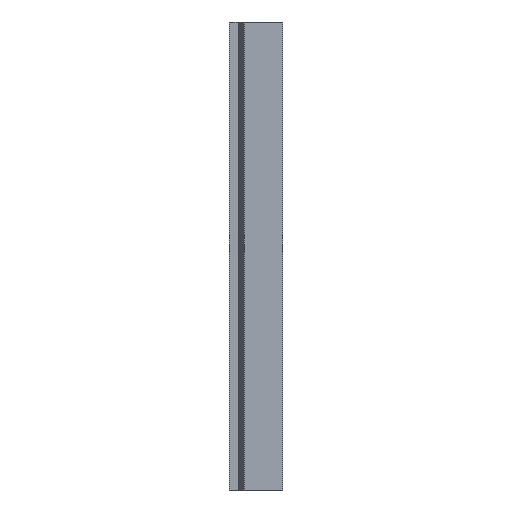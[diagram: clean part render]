
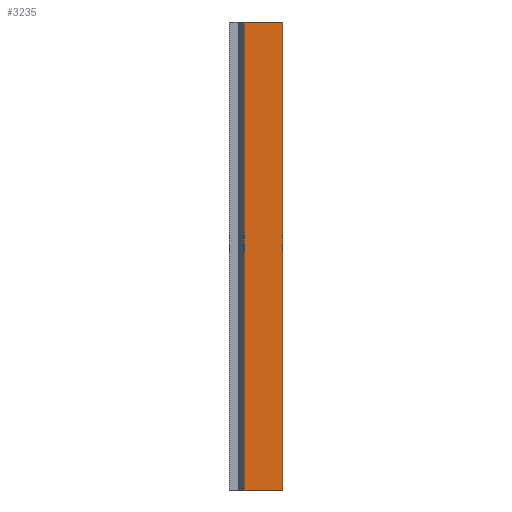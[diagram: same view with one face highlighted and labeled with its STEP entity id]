
A CAD part, left-side view. The second image highlights one B-rep face of the part: STEP entity #3235.
In plain terms, the highlighted planar face has unit normal (-1, 0, 0).
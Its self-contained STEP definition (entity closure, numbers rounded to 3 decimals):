
#151 = EDGE_CURVE ( 'NONE', #8625, #838, #1804, .T. ) ;
#523 = VECTOR ( 'NONE', #2431, 1000. ) ;
#550 = AXIS2_PLACEMENT_3D ( 'NONE', #7259, #1613, #834 ) ;
#687 = DIRECTION ( 'NONE',  ( 0., 0., -1. ) ) ;
#751 = CARTESIAN_POINT ( 'NONE',  ( -29.5, 16.985, 0. ) ) ;
#834 = DIRECTION ( 'NONE',  ( 0., 0., -1. ) ) ;
#838 = VERTEX_POINT ( 'NONE', #7865 ) ;
#845 = EDGE_CURVE ( 'NONE', #4088, #838, #10284, .T. ) ;
#1264 = CARTESIAN_POINT ( 'NONE',  ( -29.5, 16.985, 207. ) ) ;
#1613 = DIRECTION ( 'NONE',  ( 1., 0., 0. ) ) ;
#1669 = VERTEX_POINT ( 'NONE', #5590 ) ;
#1712 = FACE_OUTER_BOUND ( 'NONE', #10088, .T. ) ;
#1722 = CARTESIAN_POINT ( 'NONE',  ( -29.5, 0., 207. ) ) ;
#1804 = LINE ( 'NONE', #6711, #523 ) ;
#1939 = VECTOR ( 'NONE', #5197, 1000. ) ;
#2431 = DIRECTION ( 'NONE',  ( 0., -1., 0. ) ) ;
#2819 = DIRECTION ( 'NONE',  ( 0., -1., 0. ) ) ;
#3235 = ADVANCED_FACE ( 'NONE', ( #1712 ), #8213, .F. ) ;
#3404 = EDGE_CURVE ( 'NONE', #1669, #4088, #6876, .T. ) ;
#4088 = VERTEX_POINT ( 'NONE', #1722 ) ;
#4131 = ORIENTED_EDGE ( 'NONE', *, *, #3404, .F. ) ;
#4498 = ORIENTED_EDGE ( 'NONE', *, *, #4701, .T. ) ;
#4701 = EDGE_CURVE ( 'NONE', #1669, #8625, #6808, .T. ) ;
#4839 = VECTOR ( 'NONE', #687, 1000. ) ;
#5197 = DIRECTION ( 'NONE',  ( 0., 0., -1. ) ) ;
#5590 = CARTESIAN_POINT ( 'NONE',  ( -29.5, 16.985, 207. ) ) ;
#5814 = ORIENTED_EDGE ( 'NONE', *, *, #151, .T. ) ;
#6711 = CARTESIAN_POINT ( 'NONE',  ( -29.5, 16.985, 0. ) ) ;
#6808 = LINE ( 'NONE', #1264, #1939 ) ;
#6876 = LINE ( 'NONE', #10104, #9530 ) ;
#7259 = CARTESIAN_POINT ( 'NONE',  ( -29.5, 16.985, 207. ) ) ;
#7616 = ORIENTED_EDGE ( 'NONE', *, *, #845, .F. ) ;
#7865 = CARTESIAN_POINT ( 'NONE',  ( -29.5, 0., 0. ) ) ;
#7957 = CARTESIAN_POINT ( 'NONE',  ( -29.5, 0., 207. ) ) ;
#8213 = PLANE ( 'NONE',  #550 ) ;
#8625 = VERTEX_POINT ( 'NONE', #751 ) ;
#9530 = VECTOR ( 'NONE', #2819, 1000. ) ;
#10088 = EDGE_LOOP ( 'NONE', ( #5814, #7616, #4131, #4498 ) ) ;
#10104 = CARTESIAN_POINT ( 'NONE',  ( -29.5, 16.985, 207. ) ) ;
#10284 = LINE ( 'NONE', #7957, #4839 ) ;
